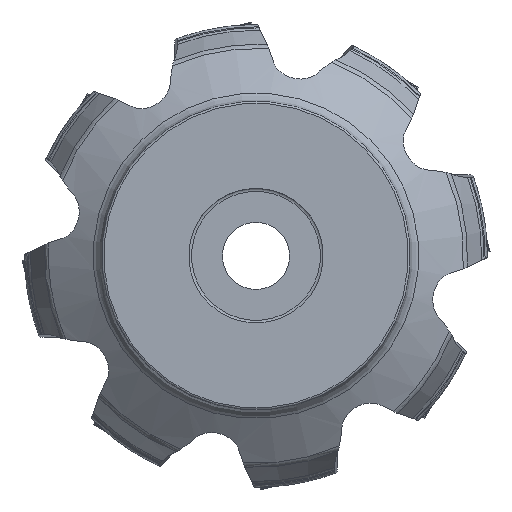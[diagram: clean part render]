
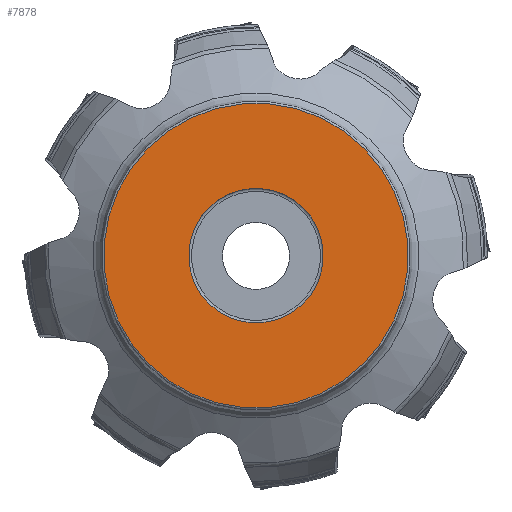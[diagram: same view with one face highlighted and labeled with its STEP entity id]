
A CAD part, top view. The second image highlights one B-rep face of the part: STEP entity #7878.
In plain terms, the highlighted planar face has unit normal (0, 0, 1).
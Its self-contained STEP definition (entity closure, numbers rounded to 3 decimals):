
#2627=FACE_BOUND('',#15537,.T.);
#2628=FACE_BOUND('',#15538,.T.);
#7878=ADVANCED_FACE('CU_BACK_F001',(#2627,#2628),#8603,.F.);
#8603=PLANE('',#62740);
#15537=EDGE_LOOP('',(#37267));
#15538=EDGE_LOOP('',(#37268));
#18324=CIRCLE('',#57591,13.505);
#20570=CIRCLE('',#62738,30.6);
#37267=ORIENTED_EDGE('',*,*,#44414,.F.);
#37268=ORIENTED_EDGE('',*,*,#51214,.T.);
#38755=VERTEX_POINT('',#86949);
#42741=VERTEX_POINT('',#129210);
#44414=EDGE_CURVE('',#38755,#38755,#18324,.T.);
#51214=EDGE_CURVE('',#42741,#42741,#20570,.T.);
#57591=AXIS2_PLACEMENT_3D('',#86948,#65263,#65264);
#62738=AXIS2_PLACEMENT_3D('',#129209,#77701,#77702);
#62740=AXIS2_PLACEMENT_3D('',#129212,#77705,#77706);
#65263=DIRECTION('',(0.,0.,1.));
#65264=DIRECTION('',(0.966,0.259,0.));
#77701=DIRECTION('',(0.,0.,1.));
#77702=DIRECTION('',(0.966,0.259,0.));
#77705=DIRECTION('',(0.,0.,-1.));
#77706=DIRECTION('',(-0.966,-0.259,0.));
#86948=CARTESIAN_POINT('',(0.,0.,
0.));
#86949=CARTESIAN_POINT('',(13.045,3.495,0.));
#129209=CARTESIAN_POINT('',(0.,0.,
0.));
#129210=CARTESIAN_POINT('',(29.557,7.92,0.));
#129212=CARTESIAN_POINT('',(-30.,0.,0.));
